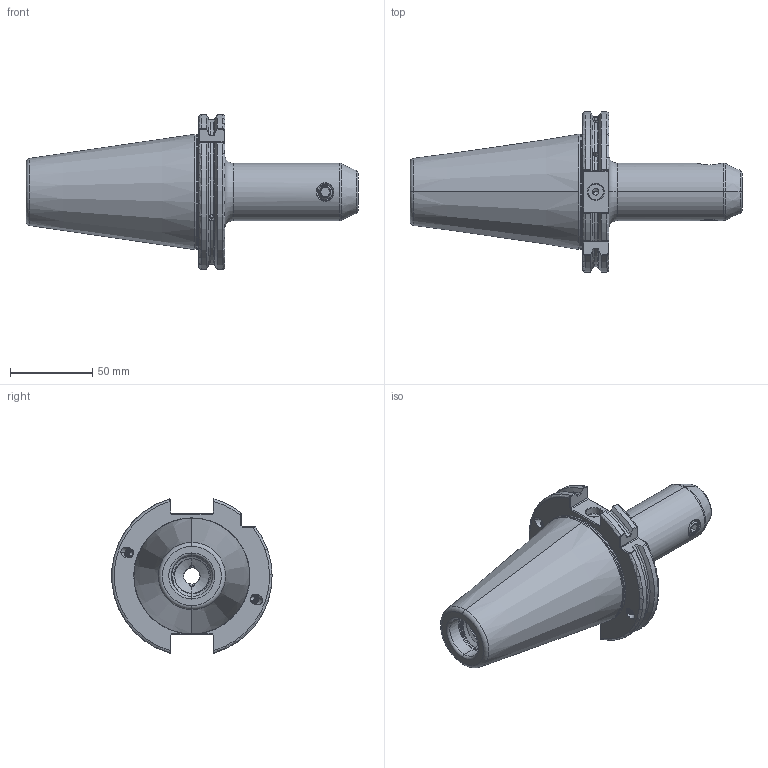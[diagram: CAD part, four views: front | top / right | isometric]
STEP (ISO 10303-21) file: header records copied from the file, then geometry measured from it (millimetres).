
FILE_DESCRIPTION (( 'STEP AP203' ), '1' );
FILE_NAME ('503.04.10.1.K.STEP', '2016-11-25T08:26:10', ( '' ), ( '' ), 'SwSTEP 2.0', 'SolidWorks 2012', '' );
FILE_SCHEMA (( 'CONFIG_CONTROL_DESIGN' ));
Length unit declared in the file: millimetre
Products named in the file (4): 2-02511003U1_d9.8x2.4(側固出水10); 503.04.10.1.K; 側固10_M10x1.5_12L
Assembly tree (3 placements, depth 2):
  503.04.10.1.K
    503.04.10.1.K
    側固10_M10x1.5_12L
    2-02511003U1_d9.8x2.4(側固出水10)
Bounding box: 201.75 x 97.33 x 93.81 mm (x, y, z)
Volume: 375183.5 mm3; surface area: 60767.8 mm2
Topology: 3 solids, 3 shells, 360 faces, 966 edges, 602 vertices
Faces by surface type: cylinder 147, plane 77, torus 50, cone 44, bspline 40, sphere 2
Entity records: 28774 total; most frequent: CARTESIAN_POINT 20459, ORIENTED_EDGE 1900, DIRECTION 1359, EDGE_CURVE 950, VERTEX_POINT 602, AXIS2_PLACEMENT_3D 537, EDGE_LOOP 380, ADVANCED_FACE 360
